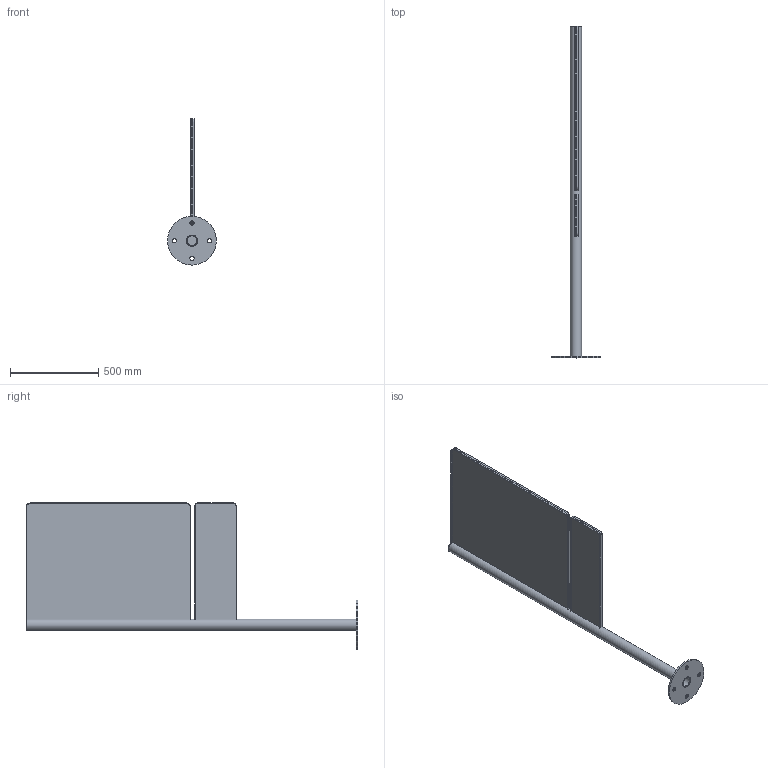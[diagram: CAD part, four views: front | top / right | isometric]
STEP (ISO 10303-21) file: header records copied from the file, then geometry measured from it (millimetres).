
FILE_DESCRIPTION(('FreeCAD Model'),'2;1');
FILE_NAME('Open CASCADE Shape Model','2025-05-01T18:41:22',('FreeCAD'),( 'FreeCAD'),'Open CASCADE STEP processor 7.6','FreeCAD','Unknown');
FILE_SCHEMA(('AUTOMOTIVE_DESIGN { 1 0 10303 214 1 1 1 1 }'));
Length unit declared in the file: millimetre
Products named in the file (1): Open CASCADE STEP translator 7.6 1
Bounding box: 276.22 x 1878.28 x 827.45 mm (x, y, z)
Volume: 3494332.6 mm3; surface area: 2546454.2 mm2
Topology: 7 solids, 7 shells, 347 faces, 967 edges, 634 vertices
Faces by surface type: bspline 347
Entity records: 10237 total; most frequent: CARTESIAN_POINT 4221, ORIENTED_EDGE 1934, EDGE_CURVE 967, B_SPLINE_CURVE_WITH_KNOTS 925, VERTEX_POINT 634, FACE_BOUND 427, EDGE_LOOP 427, ADVANCED_FACE 347
